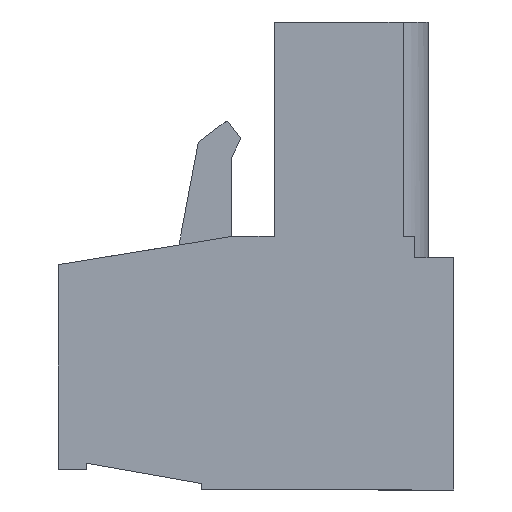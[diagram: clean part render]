
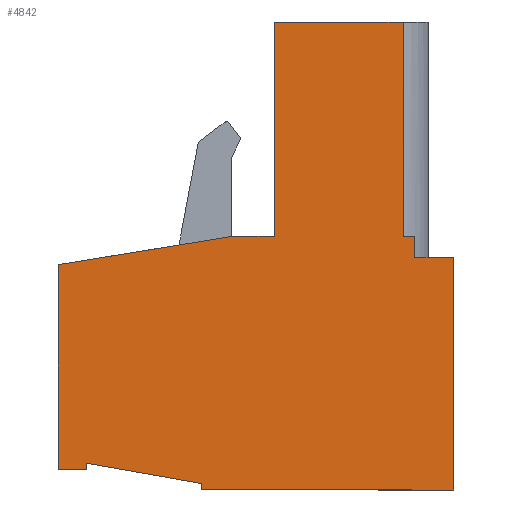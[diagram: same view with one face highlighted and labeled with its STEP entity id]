
A CAD part, left-side view. The second image highlights one B-rep face of the part: STEP entity #4842.
In plain terms, the highlighted planar face has unit normal (-1, 0, 0).
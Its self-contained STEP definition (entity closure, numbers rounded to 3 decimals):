
#156 = VERTEX_POINT ( 'NONE', #2291 ) ;
#283 = CARTESIAN_POINT ( 'NONE',  ( 0., 1.96, 0.85 ) ) ;
#289 = CARTESIAN_POINT ( 'NONE',  ( 0., 0., -9. ) ) ;
#695 = DIRECTION ( 'NONE',  ( 0., 0., 1. ) ) ;
#778 = PLANE ( 'NONE',  #6248 ) ;
#1188 = VECTOR ( 'NONE', #10948, 1000. ) ;
#1203 = LINE ( 'NONE', #2016, #9137 ) ;
#1320 = CARTESIAN_POINT ( 'NONE',  ( 0., 8.49, 0.85 ) ) ;
#1321 = CARTESIAN_POINT ( 'NONE',  ( 0., 14.24, -7.96 ) ) ;
#1526 = ORIENTED_EDGE ( 'NONE', *, *, #1780, .F. ) ;
#1569 = DIRECTION ( 'NONE',  ( 0., 0., -1. ) ) ;
#1571 = CARTESIAN_POINT ( 'NONE',  ( 0., 6.96, 9.15 ) ) ;
#1614 = CARTESIAN_POINT ( 'NONE',  ( 0., 9.77, -9. ) ) ;
#1780 = EDGE_CURVE ( 'NONE', #2303, #9140, #4258, .T. ) ;
#1910 = VECTOR ( 'NONE', #13850, 1000. ) ;
#2016 = CARTESIAN_POINT ( 'NONE',  ( 0., 14.24, -7.96 ) ) ;
#2070 = VECTOR ( 'NONE', #4735, 1000. ) ;
#2221 = CARTESIAN_POINT ( 'NONE',  ( 0., 1.96, 0.85 ) ) ;
#2291 = CARTESIAN_POINT ( 'NONE',  ( 0., 14.24, -8.2 ) ) ;
#2303 = VERTEX_POINT ( 'NONE', #1614 ) ;
#2314 = CARTESIAN_POINT ( 'NONE',  ( 0., 1.51, 0.85 ) ) ;
#2345 = ORIENTED_EDGE ( 'NONE', *, *, #8169, .F. ) ;
#2365 = ORIENTED_EDGE ( 'NONE', *, *, #4404, .F. ) ;
#2567 = VERTEX_POINT ( 'NONE', #12651 ) ;
#2570 = CARTESIAN_POINT ( 'NONE',  ( 0., 1.96, 9.15 ) ) ;
#2626 = EDGE_CURVE ( 'NONE', #5600, #6798, #13282, .T. ) ;
#2721 = CARTESIAN_POINT ( 'NONE',  ( 0., 0., -9. ) ) ;
#2975 = CARTESIAN_POINT ( 'NONE',  ( 0., 1.96, 9.15 ) ) ;
#3071 = EDGE_CURVE ( 'NONE', #12576, #5600, #8753, .T. ) ;
#3145 = ORIENTED_EDGE ( 'NONE', *, *, #10651, .F. ) ;
#3157 = DIRECTION ( 'NONE',  ( 0., 0., -1. ) ) ;
#3375 = VECTOR ( 'NONE', #5732, 1000. ) ;
#3389 = DIRECTION ( 'NONE',  ( 0., -1., 0. ) ) ;
#3611 = VERTEX_POINT ( 'NONE', #283 ) ;
#4258 = LINE ( 'NONE', #12021, #10194 ) ;
#4404 = EDGE_CURVE ( 'NONE', #4774, #6131, #8336, .T. ) ;
#4494 = LINE ( 'NONE', #11395, #10417 ) ;
#4569 = DIRECTION ( 'NONE',  ( 0., 1., 0. ) ) ;
#4729 = ORIENTED_EDGE ( 'NONE', *, *, #13189, .F. ) ;
#4735 = DIRECTION ( 'NONE',  ( 0., 0., 1. ) ) ;
#4774 = VERTEX_POINT ( 'NONE', #6545 ) ;
#4842 = ADVANCED_FACE ( 'NONE', ( #11816 ), #778, .F. ) ;
#5170 = LINE ( 'NONE', #9457, #2070 ) ;
#5208 = VECTOR ( 'NONE', #14516, 1000. ) ;
#5474 = EDGE_CURVE ( 'NONE', #3611, #4774, #12354, .T. ) ;
#5600 = VERTEX_POINT ( 'NONE', #1320 ) ;
#5732 = DIRECTION ( 'NONE',  ( 0., 0., 1. ) ) ;
#6068 = VECTOR ( 'NONE', #11009, 1000. ) ;
#6131 = VERTEX_POINT ( 'NONE', #14398 ) ;
#6248 = AXIS2_PLACEMENT_3D ( 'NONE', #9037, #10232, #3157 ) ;
#6289 = ORIENTED_EDGE ( 'NONE', *, *, #9387, .F. ) ;
#6315 = VERTEX_POINT ( 'NONE', #2975 ) ;
#6373 = VECTOR ( 'NONE', #13163, 1000. ) ;
#6442 = CARTESIAN_POINT ( 'NONE',  ( 0., 0., 0. ) ) ;
#6446 = LINE ( 'NONE', #1571, #6068 ) ;
#6545 = CARTESIAN_POINT ( 'NONE',  ( 0., 1.51, 0.85 ) ) ;
#6682 = EDGE_CURVE ( 'NONE', #6315, #3611, #9547, .T. ) ;
#6763 = ORIENTED_EDGE ( 'NONE', *, *, #12729, .F. ) ;
#6798 = VERTEX_POINT ( 'NONE', #10993 ) ;
#7402 = VERTEX_POINT ( 'NONE', #289 ) ;
#7414 = CARTESIAN_POINT ( 'NONE',  ( 0., 0., 0. ) ) ;
#7586 = VERTEX_POINT ( 'NONE', #6442 ) ;
#7848 = DIRECTION ( 'NONE',  ( 0., 0.985, 0.174 ) ) ;
#8003 = VECTOR ( 'NONE', #4569, 1000. ) ;
#8159 = CARTESIAN_POINT ( 'NONE',  ( 0., 14.24, -8.2 ) ) ;
#8169 = EDGE_CURVE ( 'NONE', #10304, #156, #1203, .T. ) ;
#8336 = LINE ( 'NONE', #2314, #8703 ) ;
#8371 = LINE ( 'NONE', #8159, #8003 ) ;
#8511 = EDGE_CURVE ( 'NONE', #7402, #2303, #13359, .T. ) ;
#8703 = VECTOR ( 'NONE', #10534, 1000. ) ;
#8753 = LINE ( 'NONE', #10967, #5208 ) ;
#8788 = EDGE_LOOP ( 'NONE', ( #3145, #2365, #14144, #8939, #8961, #4729, #15069, #9510, #12152, #13883, #2345, #6289, #1526, #11994, #6763 ) ) ;
#8939 = ORIENTED_EDGE ( 'NONE', *, *, #6682, .F. ) ;
#8961 = ORIENTED_EDGE ( 'NONE', *, *, #14210, .F. ) ;
#9037 = CARTESIAN_POINT ( 'NONE',  ( 0., 0., 0. ) ) ;
#9137 = VECTOR ( 'NONE', #13821, 1000. ) ;
#9140 = VERTEX_POINT ( 'NONE', #13291 ) ;
#9387 = EDGE_CURVE ( 'NONE', #9140, #10304, #4494, .T. ) ;
#9457 = CARTESIAN_POINT ( 'NONE',  ( 0., 6.96, 0.85 ) ) ;
#9478 = CARTESIAN_POINT ( 'NONE',  ( 0., 15.33, -0.26 ) ) ;
#9486 = VECTOR ( 'NONE', #1569, 1000. ) ;
#9510 = ORIENTED_EDGE ( 'NONE', *, *, #3071, .F. ) ;
#9547 = LINE ( 'NONE', #2570, #6373 ) ;
#10034 = LINE ( 'NONE', #13999, #3375 ) ;
#10159 = VECTOR ( 'NONE', #12799, 1000. ) ;
#10168 = EDGE_CURVE ( 'NONE', #156, #2567, #8371, .T. ) ;
#10194 = VECTOR ( 'NONE', #695, 1000. ) ;
#10232 = DIRECTION ( 'NONE',  ( 1., 0., 0. ) ) ;
#10304 = VERTEX_POINT ( 'NONE', #1321 ) ;
#10417 = VECTOR ( 'NONE', #7848, 1000. ) ;
#10421 = CARTESIAN_POINT ( 'NONE',  ( 0., 8.49, 0.85 ) ) ;
#10534 = DIRECTION ( 'NONE',  ( 0., 0., -1. ) ) ;
#10651 = EDGE_CURVE ( 'NONE', #6131, #7586, #14817, .T. ) ;
#10948 = DIRECTION ( 'NONE',  ( 0., 1., 0. ) ) ;
#10967 = CARTESIAN_POINT ( 'NONE',  ( 0., 15.33, -0.26 ) ) ;
#10993 = CARTESIAN_POINT ( 'NONE',  ( 0., 6.96, 0.85 ) ) ;
#11009 = DIRECTION ( 'NONE',  ( 0., -1., 0. ) ) ;
#11395 = CARTESIAN_POINT ( 'NONE',  ( 0., 9.77, -8.75 ) ) ;
#11630 = VERTEX_POINT ( 'NONE', #12404 ) ;
#11816 = FACE_OUTER_BOUND ( 'NONE', #8788, .T. ) ;
#11994 = ORIENTED_EDGE ( 'NONE', *, *, #8511, .F. ) ;
#12021 = CARTESIAN_POINT ( 'NONE',  ( 0., 9.77, -9. ) ) ;
#12152 = ORIENTED_EDGE ( 'NONE', *, *, #12523, .F. ) ;
#12229 = LINE ( 'NONE', #7414, #9486 ) ;
#12354 = LINE ( 'NONE', #2221, #15114 ) ;
#12404 = CARTESIAN_POINT ( 'NONE',  ( 0., 6.96, 9.15 ) ) ;
#12523 = EDGE_CURVE ( 'NONE', #2567, #12576, #10034, .T. ) ;
#12576 = VERTEX_POINT ( 'NONE', #9478 ) ;
#12651 = CARTESIAN_POINT ( 'NONE',  ( 0., 15.33, -8.2 ) ) ;
#12729 = EDGE_CURVE ( 'NONE', #7586, #7402, #12229, .T. ) ;
#12799 = DIRECTION ( 'NONE',  ( 0., -1., 0. ) ) ;
#13163 = DIRECTION ( 'NONE',  ( 0., 0., -1. ) ) ;
#13189 = EDGE_CURVE ( 'NONE', #6798, #11630, #5170, .T. ) ;
#13282 = LINE ( 'NONE', #10421, #10159 ) ;
#13291 = CARTESIAN_POINT ( 'NONE',  ( 0., 9.77, -8.75 ) ) ;
#13359 = LINE ( 'NONE', #2721, #1188 ) ;
#13821 = DIRECTION ( 'NONE',  ( 0., 0., -1. ) ) ;
#13850 = DIRECTION ( 'NONE',  ( 0., -1., 0. ) ) ;
#13883 = ORIENTED_EDGE ( 'NONE', *, *, #10168, .F. ) ;
#13999 = CARTESIAN_POINT ( 'NONE',  ( 0., 15.33, -8.2 ) ) ;
#14144 = ORIENTED_EDGE ( 'NONE', *, *, #5474, .F. ) ;
#14210 = EDGE_CURVE ( 'NONE', #11630, #6315, #6446, .T. ) ;
#14398 = CARTESIAN_POINT ( 'NONE',  ( 0., 1.51, 0. ) ) ;
#14516 = DIRECTION ( 'NONE',  ( 0., -0.987, 0.16 ) ) ;
#14817 = LINE ( 'NONE', #14965, #1910 ) ;
#14965 = CARTESIAN_POINT ( 'NONE',  ( 0., 1.51, 0. ) ) ;
#15069 = ORIENTED_EDGE ( 'NONE', *, *, #2626, .F. ) ;
#15114 = VECTOR ( 'NONE', #3389, 1000. ) ;
